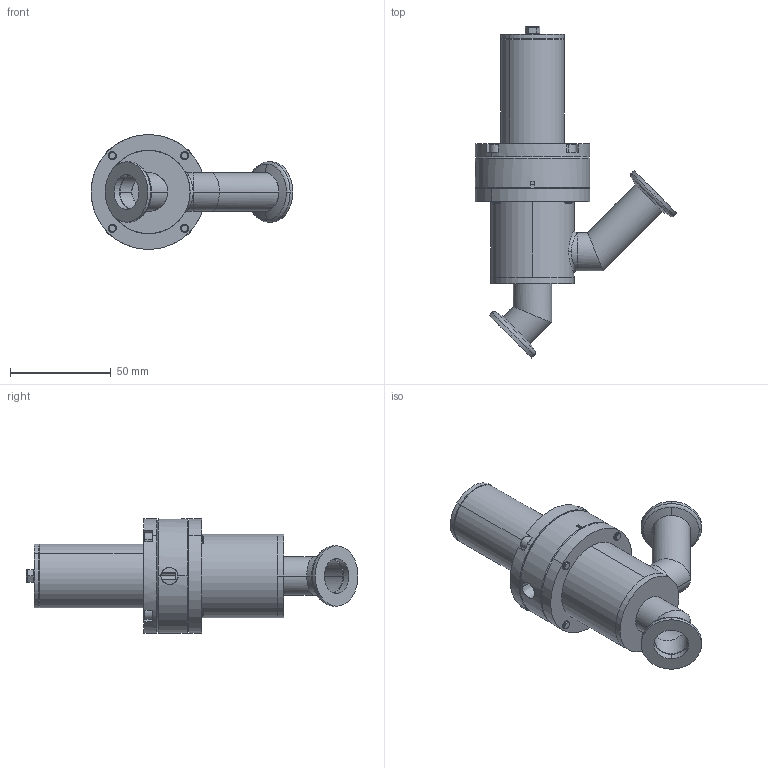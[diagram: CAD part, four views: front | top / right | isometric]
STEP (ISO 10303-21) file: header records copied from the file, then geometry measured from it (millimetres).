
FILE_DESCRIPTION (( 'STEP AP203' ), '1' );
FILE_NAME ('AIVP-S02100.STEP', '2023-06-22T17:32:55', ( '' ), ( '' ), 'SwSTEP 2.0', 'SolidWorks 2020', '' );
FILE_SCHEMA (( 'CONFIG_CONTROL_DESIGN' ));
Products named in the file (1): AIVP-S02100
Bounding box: 99.94 x 164.6 x 56.77 mm (x, y, z)
Volume: 81216.3 mm3; surface area: 60771.7 mm2
Topology: 16 solids, 16 shells, 1250 faces, 3090 edges, 1872 vertices
Faces by surface type: cone 515, cylinder 358, bspline 242, plane 123, torus 12
Entity records: 41271 total; most frequent: CARTESIAN_POINT 11086, DIRECTION 6985, ORIENTED_EDGE 6164, EDGE_CURVE 3082, AXIS2_PLACEMENT_3D 2974, CIRCLE 1965, VERTEX_POINT 1872, EDGE_LOOP 1310
